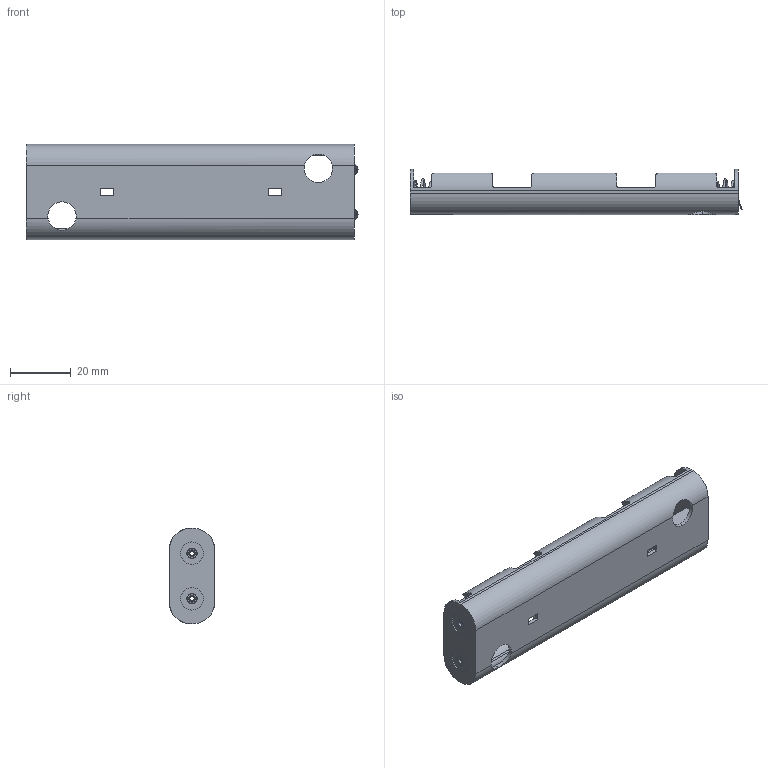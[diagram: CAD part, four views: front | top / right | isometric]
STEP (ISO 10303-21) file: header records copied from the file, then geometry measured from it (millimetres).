
FILE_DESCRIPTION (( 'STEP AP214' ), '1' );
FILE_NAME ('BH34AAL.STEP', '2019-12-21T08:01:44', ( '' ), ( '' ), 'SwSTEP 2.0', 'SolidWorks 2017', '' );
FILE_SCHEMA (( 'AUTOMOTIVE_DESIGN' ));
Length unit declared in the file: millimetre
Products named in the file (1): BH34AAL
Bounding box: 109.6 x 14.9 x 31.5 mm (x, y, z)
Volume: 7702.4 mm3; surface area: 14233.6 mm2
Topology: 5 solids, 5 shells, 283 faces, 748 edges, 488 vertices
Faces by surface type: plane 131, cylinder 104, torus 44, bspline 4
Entity records: 12120 total; most frequent: CARTESIAN_POINT 4936, ORIENTED_EDGE 1496, DIRECTION 1484, EDGE_CURVE 748, AXIS2_PLACEMENT_3D 554, VERTEX_POINT 488, LINE 376, VECTOR 376
